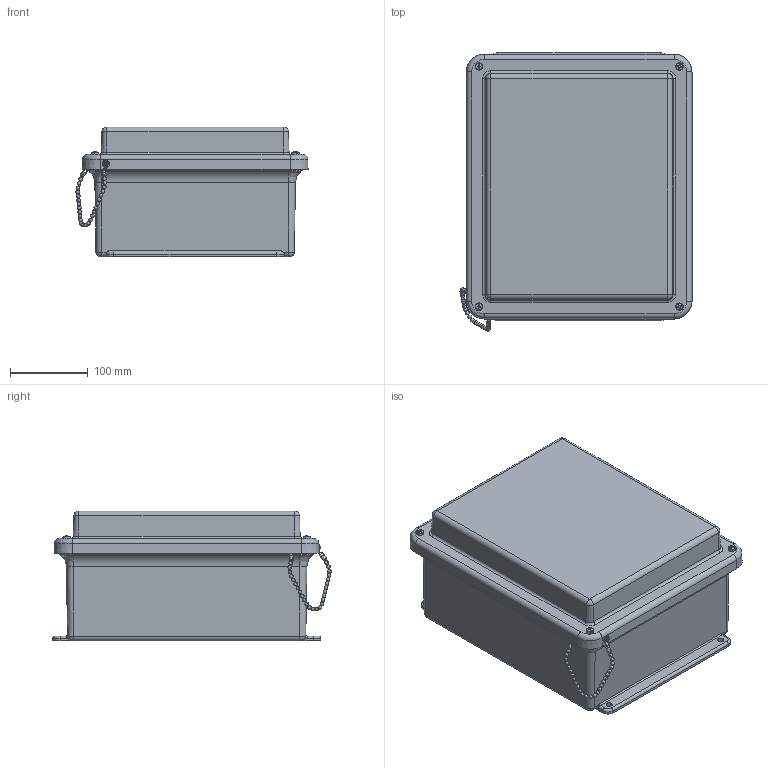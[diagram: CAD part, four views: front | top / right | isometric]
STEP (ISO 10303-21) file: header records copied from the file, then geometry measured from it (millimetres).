
FILE_DESCRIPTION(/* description */ (''),/* implementation_level */ '2;1');
FILE_NAME(/* name */ 'HW-RHJ121006SC.stp',/* time_stamp */ '2014-04-03T13:05:58-05:00',/* author */ ('jtigges'),/* organization */ (''),/* preprocessor_version */ 'ST-DEVELOPER v15.2',/* originating_system */ 'Autodesk Inventor 2014',/* authorisation */ '');
FILE_SCHEMA (('AUTOMOTIVE_DESIGN { 1 0 10303 214 3 1 1 }'));
Length unit declared in the file: inch
Products named in the file (21): J1210W_3; RMINS45821P_191; RMINS45821P_192; RMINS45821P_193; RMINS45821P_194; RMINS45821P_195; RMINS45821P_196; RMINS45821P_197; RMINS45821P_198; J1210BW; RJ1210WCVR; GASKET_1210; WP1210WU; RMSC10X063PHCPH; RMRIV44; RMWAS283X126X026; END; CURVED CHAIN_1210; 10SS_1210; RMRIV43; RJ1210W_STP
Bounding box: 298.43 x 358.23 x 167.03 mm (x, y, z)
Volume: 1492819 mm3; surface area: 805298.7 mm2
Topology: 21 solids, 21 shells, 913 faces, 2286 edges, 1433 vertices
Faces by surface type: cylinder 299, cone 221, plane 210, bspline 95, torus 52, sphere 36
Full cylindrical faces by diameter (mm): 3.175 x2, 3.2 x1, 3.556 x5, 3.683 x4, 3.861 x5, 3.962 x7, 3.967 x80, 4.762 x2, 4.826 x80, 5.537 x4, 6.35 x2, 6.858 x8, 7.188 x1
Entity records: 20096 total; most frequent: CARTESIAN_POINT 7806, DIRECTION 2630, ORIENTED_EDGE 2194, AXIS2_PLACEMENT_3D 1125, EDGE_CURVE 1097, EDGE_LOOP 784, VERTEX_POINT 749, ADVANCED_FACE 562
